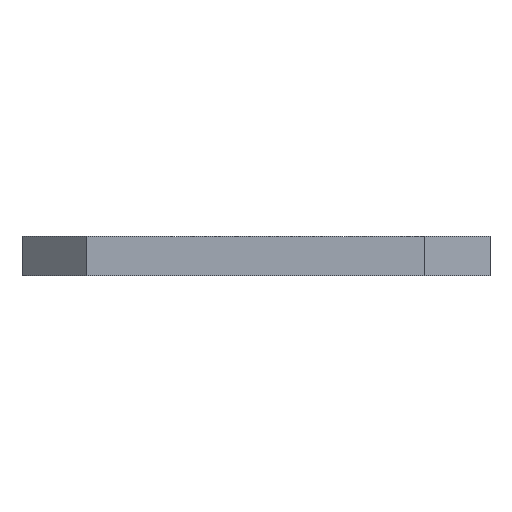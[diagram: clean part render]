
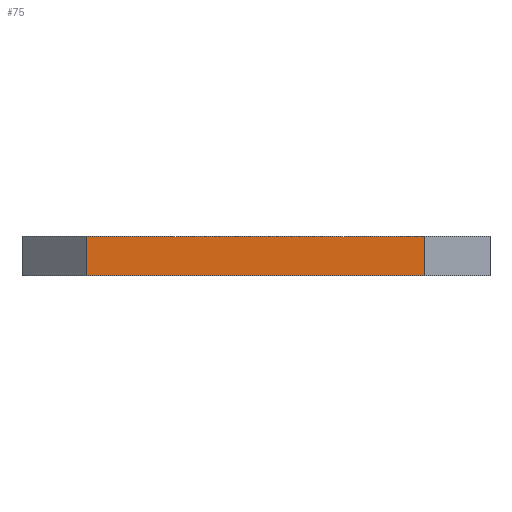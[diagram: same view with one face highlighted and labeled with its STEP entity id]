
A CAD part, front view. The second image highlights one B-rep face of the part: STEP entity #75.
In plain terms, the highlighted planar face has unit normal (0, -1, 0).
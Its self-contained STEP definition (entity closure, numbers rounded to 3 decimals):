
#75=ADVANCED_FACE('',(#423),#425,.T.);
#423=FACE_BOUND('',#424,.T.);
#424=EDGE_LOOP('',(#1400,#1401,#1402,#1403));
#425=PLANE('',#426);
#426=AXIS2_PLACEMENT_3D('',#427,#428,#429);
#427=CARTESIAN_POINT('',(-18.,-50.5,0.));
#428=DIRECTION('',(0.,-1.,0.));
#429=DIRECTION('',(1.,0.,0.));
#1400=ORIENTED_EDGE('',*,*,#2037,.F.);
#1401=ORIENTED_EDGE('',*,*,#1903,.T.);
#1402=ORIENTED_EDGE('',*,*,#2038,.T.);
#1403=ORIENTED_EDGE('',*,*,#1789,.F.);
#1789=EDGE_CURVE('',#2164,#2167,#2168,.T.);
#1903=EDGE_CURVE('',#2373,#2385,#2387,.T.);
#2037=EDGE_CURVE('',#2373,#2164,#2613,.T.);
#2038=EDGE_CURVE('',#2385,#2167,#2614,.T.);
#2164=VERTEX_POINT('',#2804);
#2167=VERTEX_POINT('',#2809);
#2168=LINE('',#2810,#2811);
#2373=VERTEX_POINT('',#3233);
#2385=VERTEX_POINT('',#3257);
#2387=LINE('',#3261,#3262);
#2613=LINE('',#3759,#3760);
#2614=LINE('',#3762,#3763);
#2804=CARTESIAN_POINT('',(-13.,-50.5,3.));
#2809=CARTESIAN_POINT('',(13.,-50.5,3.));
#2810=CARTESIAN_POINT('',(-13.,-50.5,3.));
#2811=VECTOR('',#2812,1.);
#2812=DIRECTION('',(1.,0.,0.));
#3233=CARTESIAN_POINT('',(-13.,-50.5,0.));
#3257=CARTESIAN_POINT('',(13.,-50.5,0.));
#3261=CARTESIAN_POINT('',(-13.,-50.5,0.));
#3262=VECTOR('',#3263,1.);
#3263=DIRECTION('',(1.,0.,0.));
#3759=CARTESIAN_POINT('',(-13.,-50.5,0.));
#3760=VECTOR('',#3761,1.);
#3761=DIRECTION('',(0.,0.,1.));
#3762=CARTESIAN_POINT('',(13.,-50.5,0.));
#3763=VECTOR('',#3764,1.);
#3764=DIRECTION('',(0.,0.,1.));
